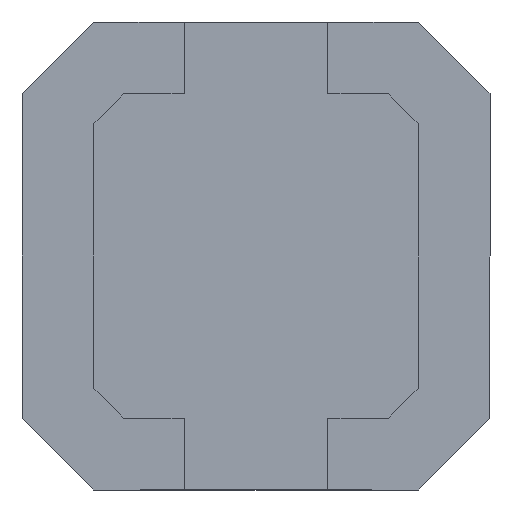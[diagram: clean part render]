
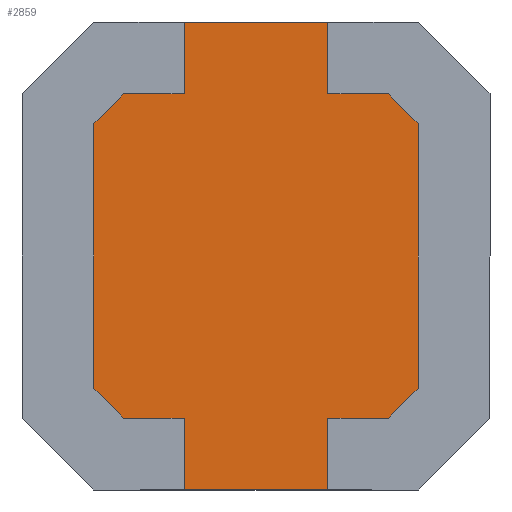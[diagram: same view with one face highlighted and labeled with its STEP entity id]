
A CAD part, front view. The second image highlights one B-rep face of the part: STEP entity #2859.
In plain terms, the highlighted planar face has unit normal (0, -1, 0).
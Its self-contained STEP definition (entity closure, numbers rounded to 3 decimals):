
#2 = DIRECTION ( 'NONE',  ( 0., 0., -1. ) ) ;
#62 = VERTEX_POINT ( 'NONE', #2268 ) ;
#67 = DIRECTION ( 'NONE',  ( -0.707, 0., 0.707 ) ) ;
#84 = DIRECTION ( 'NONE',  ( 0., 0., -1. ) ) ;
#138 = CARTESIAN_POINT ( 'NONE',  ( -1.69, 0.15, 1.379 ) ) ;
#140 = LINE ( 'NONE', #3173, #1528 ) ;
#145 = VERTEX_POINT ( 'NONE', #3001 ) ;
#146 = VECTOR ( 'NONE', #2286, 1000. ) ;
#190 = DIRECTION ( 'NONE',  ( -1., 0., 0. ) ) ;
#199 = LINE ( 'NONE', #1804, #819 ) ;
#238 = DIRECTION ( 'NONE',  ( 0., 0., 1. ) ) ;
#254 = CARTESIAN_POINT ( 'NONE',  ( -1.69, 0.15, 1.379 ) ) ;
#299 = DIRECTION ( 'NONE',  ( 0., 0., -1. ) ) ;
#400 = VERTEX_POINT ( 'NONE', #2400 ) ;
#425 = VECTOR ( 'NONE', #190, 1000. ) ;
#455 = CARTESIAN_POINT ( 'NONE',  ( -1.379, 0.15, -1.69 ) ) ;
#482 = CARTESIAN_POINT ( 'NONE',  ( -0.75, 0.15, 1.69 ) ) ;
#525 = LINE ( 'NONE', #2869, #1905 ) ;
#537 = CARTESIAN_POINT ( 'NONE',  ( 1.69, 0.15, -1.379 ) ) ;
#589 = VERTEX_POINT ( 'NONE', #1580 ) ;
#623 = LINE ( 'NONE', #1773, #1927 ) ;
#654 = ORIENTED_EDGE ( 'NONE', *, *, #2642, .T. ) ;
#662 = ORIENTED_EDGE ( 'NONE', *, *, #3292, .F. ) ;
#665 = ORIENTED_EDGE ( 'NONE', *, *, #1960, .T. ) ;
#674 = CARTESIAN_POINT ( 'NONE',  ( 1.379, 0.15, 1.69 ) ) ;
#741 = DIRECTION ( 'NONE',  ( -0.707, 0., 0.707 ) ) ;
#794 = VERTEX_POINT ( 'NONE', #1149 ) ;
#819 = VECTOR ( 'NONE', #67, 1000. ) ;
#834 = ORIENTED_EDGE ( 'NONE', *, *, #1894, .F. ) ;
#850 = VECTOR ( 'NONE', #2926, 1000. ) ;
#863 = CARTESIAN_POINT ( 'NONE',  ( -1.379, 0.15, 1.69 ) ) ;
#869 = EDGE_CURVE ( 'NONE', #589, #2088, #525, .T. ) ;
#899 = CARTESIAN_POINT ( 'NONE',  ( 0.75, 0.15, 2.44 ) ) ;
#962 = CARTESIAN_POINT ( 'NONE',  ( -0.75, 0.15, -1.69 ) ) ;
#965 = CARTESIAN_POINT ( 'NONE',  ( 1.69, 0.15, -1.379 ) ) ;
#982 = VECTOR ( 'NONE', #84, 1000. ) ;
#985 = AXIS2_PLACEMENT_3D ( 'NONE', #3270, #1788, #238 ) ;
#995 = EDGE_CURVE ( 'NONE', #2332, #145, #199, .T. ) ;
#1039 = ORIENTED_EDGE ( 'NONE', *, *, #2788, .F. ) ;
#1071 = VERTEX_POINT ( 'NONE', #482 ) ;
#1088 = LINE ( 'NONE', #1392, #2790 ) ;
#1110 = DIRECTION ( 'NONE',  ( -0.707, 0., -0.707 ) ) ;
#1149 = CARTESIAN_POINT ( 'NONE',  ( 0.75, 0.15, -1.69 ) ) ;
#1157 = VECTOR ( 'NONE', #2031, 1000. ) ;
#1168 = ORIENTED_EDGE ( 'NONE', *, *, #3052, .T. ) ;
#1203 = VERTEX_POINT ( 'NONE', #2722 ) ;
#1212 = CARTESIAN_POINT ( 'NONE',  ( 0.75, 0.15, -1.69 ) ) ;
#1221 = DIRECTION ( 'NONE',  ( 0., 0., 1. ) ) ;
#1226 = EDGE_CURVE ( 'NONE', #794, #400, #1532, .T. ) ;
#1283 = VECTOR ( 'NONE', #299, 1000. ) ;
#1339 = EDGE_LOOP ( 'NONE', ( #662, #1168, #3125, #2251, #1039, #1599, #2421, #834, #2709, #654, #2378, #665, #1942, #1723, #1377, #2660 ) ) ;
#1377 = ORIENTED_EDGE ( 'NONE', *, *, #2316, .F. ) ;
#1392 = CARTESIAN_POINT ( 'NONE',  ( 1.69, 0.15, 1.379 ) ) ;
#1410 = LINE ( 'NONE', #1819, #2667 ) ;
#1429 = EDGE_CURVE ( 'NONE', #2605, #2422, #140, .T. ) ;
#1528 = VECTOR ( 'NONE', #2458, 1000. ) ;
#1532 = LINE ( 'NONE', #1212, #146 ) ;
#1546 = EDGE_CURVE ( 'NONE', #2640, #145, #3278, .T. ) ;
#1580 = CARTESIAN_POINT ( 'NONE',  ( -0.75, 0.15, -2.44 ) ) ;
#1599 = ORIENTED_EDGE ( 'NONE', *, *, #869, .F. ) ;
#1637 = VERTEX_POINT ( 'NONE', #3062 ) ;
#1682 = DIRECTION ( 'NONE',  ( -1., 0., 0. ) ) ;
#1700 = CARTESIAN_POINT ( 'NONE',  ( 1.379, 0.15, -1.69 ) ) ;
#1723 = ORIENTED_EDGE ( 'NONE', *, *, #2564, .F. ) ;
#1773 = CARTESIAN_POINT ( 'NONE',  ( -0.75, 0.15, 2.44 ) ) ;
#1779 = PLANE ( 'NONE',  #985 ) ;
#1788 = DIRECTION ( 'NONE',  ( 0., 1., 0. ) ) ;
#1792 = DIRECTION ( 'NONE',  ( 0., 0., 1. ) ) ;
#1794 = EDGE_CURVE ( 'NONE', #62, #589, #1410, .T. ) ;
#1804 = CARTESIAN_POINT ( 'NONE',  ( -1.379, 0.15, -1.69 ) ) ;
#1808 = LINE ( 'NONE', #3219, #425 ) ;
#1819 = CARTESIAN_POINT ( 'NONE',  ( 0.75, 0.15, -2.44 ) ) ;
#1838 = LINE ( 'NONE', #2500, #1157 ) ;
#1848 = EDGE_CURVE ( 'NONE', #1071, #1203, #623, .T. ) ;
#1853 = VECTOR ( 'NONE', #2, 1000. ) ;
#1888 = VECTOR ( 'NONE', #1221, 1000. ) ;
#1894 = EDGE_CURVE ( 'NONE', #794, #62, #2973, .T. ) ;
#1905 = VECTOR ( 'NONE', #2878, 1000. ) ;
#1927 = VECTOR ( 'NONE', #1792, 1000. ) ;
#1933 = CARTESIAN_POINT ( 'NONE',  ( 1.69, 0.15, 1.379 ) ) ;
#1939 = LINE ( 'NONE', #2359, #1853 ) ;
#1942 = ORIENTED_EDGE ( 'NONE', *, *, #1429, .F. ) ;
#1960 = EDGE_CURVE ( 'NONE', #2265, #2422, #1088, .T. ) ;
#1974 = VERTEX_POINT ( 'NONE', #2504 ) ;
#2031 = DIRECTION ( 'NONE',  ( 1., 0., 0. ) ) ;
#2057 = DIRECTION ( 'NONE',  ( 1., 0., 0. ) ) ;
#2065 = VECTOR ( 'NONE', #2057, 1000. ) ;
#2088 = VERTEX_POINT ( 'NONE', #962 ) ;
#2103 = VECTOR ( 'NONE', #1110, 1000. ) ;
#2251 = ORIENTED_EDGE ( 'NONE', *, *, #995, .F. ) ;
#2265 = VERTEX_POINT ( 'NONE', #1933 ) ;
#2268 = CARTESIAN_POINT ( 'NONE',  ( 0.75, 0.15, -2.44 ) ) ;
#2286 = DIRECTION ( 'NONE',  ( 1., 0., 0. ) ) ;
#2316 = EDGE_CURVE ( 'NONE', #1203, #1974, #2783, .T. ) ;
#2332 = VERTEX_POINT ( 'NONE', #455 ) ;
#2359 = CARTESIAN_POINT ( 'NONE',  ( 0.75, 0.15, 2.44 ) ) ;
#2378 = ORIENTED_EDGE ( 'NONE', *, *, #2689, .T. ) ;
#2400 = CARTESIAN_POINT ( 'NONE',  ( 1.379, 0.15, -1.69 ) ) ;
#2421 = ORIENTED_EDGE ( 'NONE', *, *, #1794, .F. ) ;
#2422 = VERTEX_POINT ( 'NONE', #674 ) ;
#2437 = VERTEX_POINT ( 'NONE', #537 ) ;
#2458 = DIRECTION ( 'NONE',  ( 1., 0., 0. ) ) ;
#2500 = CARTESIAN_POINT ( 'NONE',  ( 0.75, 0.15, 1.69 ) ) ;
#2504 = CARTESIAN_POINT ( 'NONE',  ( 0.75, 0.15, 2.44 ) ) ;
#2564 = EDGE_CURVE ( 'NONE', #1974, #2605, #1939, .T. ) ;
#2605 = VERTEX_POINT ( 'NONE', #3281 ) ;
#2633 = LINE ( 'NONE', #965, #1888 ) ;
#2640 = VERTEX_POINT ( 'NONE', #138 ) ;
#2642 = EDGE_CURVE ( 'NONE', #400, #2437, #2862, .T. ) ;
#2660 = ORIENTED_EDGE ( 'NONE', *, *, #1848, .F. ) ;
#2667 = VECTOR ( 'NONE', #1682, 1000. ) ;
#2689 = EDGE_CURVE ( 'NONE', #2437, #2265, #2633, .T. ) ;
#2709 = ORIENTED_EDGE ( 'NONE', *, *, #1226, .T. ) ;
#2722 = CARTESIAN_POINT ( 'NONE',  ( -0.75, 0.15, 2.44 ) ) ;
#2735 = LINE ( 'NONE', #863, #2103 ) ;
#2741 = FACE_OUTER_BOUND ( 'NONE', #1339, .T. ) ;
#2743 = CARTESIAN_POINT ( 'NONE',  ( 0.75, 0.15, 2.44 ) ) ;
#2783 = LINE ( 'NONE', #899, #2065 ) ;
#2788 = EDGE_CURVE ( 'NONE', #2088, #2332, #1808, .T. ) ;
#2790 = VECTOR ( 'NONE', #741, 1000. ) ;
#2859 = ADVANCED_FACE ( 'NONE', ( #2741 ), #1779, .F. ) ;
#2862 = LINE ( 'NONE', #1700, #850 ) ;
#2869 = CARTESIAN_POINT ( 'NONE',  ( -0.75, 0.15, 2.44 ) ) ;
#2878 = DIRECTION ( 'NONE',  ( 0., 0., 1. ) ) ;
#2926 = DIRECTION ( 'NONE',  ( 0.707, 0., 0.707 ) ) ;
#2973 = LINE ( 'NONE', #2743, #982 ) ;
#3001 = CARTESIAN_POINT ( 'NONE',  ( -1.69, 0.15, -1.379 ) ) ;
#3052 = EDGE_CURVE ( 'NONE', #1637, #2640, #2735, .T. ) ;
#3062 = CARTESIAN_POINT ( 'NONE',  ( -1.379, 0.15, 1.69 ) ) ;
#3125 = ORIENTED_EDGE ( 'NONE', *, *, #1546, .T. ) ;
#3173 = CARTESIAN_POINT ( 'NONE',  ( 0.75, 0.15, 1.69 ) ) ;
#3219 = CARTESIAN_POINT ( 'NONE',  ( 0.75, 0.15, -1.69 ) ) ;
#3270 = CARTESIAN_POINT ( 'NONE',  ( 0.75, 0.15, 2.44 ) ) ;
#3278 = LINE ( 'NONE', #254, #1283 ) ;
#3281 = CARTESIAN_POINT ( 'NONE',  ( 0.75, 0.15, 1.69 ) ) ;
#3292 = EDGE_CURVE ( 'NONE', #1637, #1071, #1838, .T. ) ;
